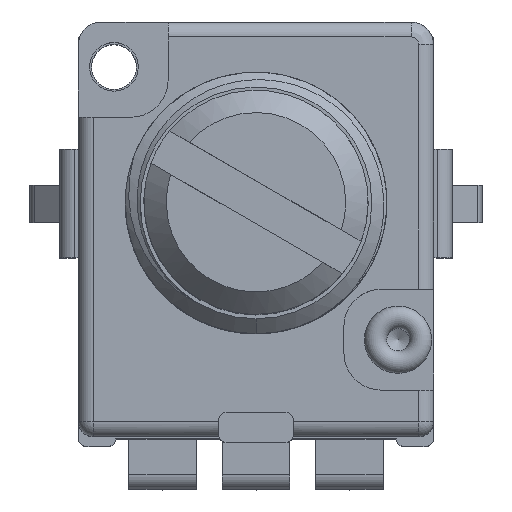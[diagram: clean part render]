
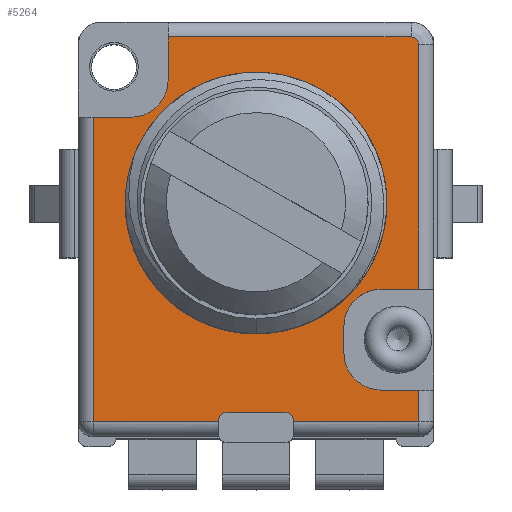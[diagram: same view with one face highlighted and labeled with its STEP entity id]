
A CAD part, top view. The second image highlights one B-rep face of the part: STEP entity #5264.
In plain terms, the highlighted planar face has unit normal (0, 0, 1).
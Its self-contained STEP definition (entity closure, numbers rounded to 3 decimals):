
#120=FACE_BOUND('',#758,.T.);
#242=PLANE('',#5665);
#470=FACE_OUTER_BOUND('',#757,.T.);
#757=EDGE_LOOP('',(#4271,#4272,#4273,#4274,#4275,#4276,#4277,#4278,#4279,
#4280,#4281,#4282,#4283,#4284,#4285,#4286,#4287,#4288,#4289,#4290));
#758=EDGE_LOOP('',(#4291,#4292,#4293));
#916=CIRCLE('',#5423,3.5);
#1016=CIRCLE('',#5666,1.);
#1017=CIRCLE('',#5667,1.);
#1018=CIRCLE('',#5668,0.2);
#1019=CIRCLE('',#5669,1.);
#1020=CIRCLE('',#5670,0.2);
#1021=CIRCLE('',#5671,0.2);
#1124=B_SPLINE_CURVE_WITH_KNOTS('',3,(#9270,#9271,#9272,#9273,#9274,#9275,
#9276,#9277,#9278,#9279,#9280,#9281,#9282,#9283),.UNSPECIFIED.,.F.,.F.,
(4,2,2,2,2,2,4),(-0.503,-0.437,-0.372,
-0.282,-0.174,-0.086,0.),
 .UNSPECIFIED.);
#1125=B_SPLINE_CURVE_WITH_KNOTS('',3,(#9284,#9285,#9286,#9287,#9288,#9289,
#9290,#9291,#9292,#9293,#9294,#9295,#9296,#9297),.UNSPECIFIED.,.F.,.F.,
(4,2,2,2,2,2,4),(-0.526,-0.488,-0.449,
-0.366,-0.252,-0.127,0.),
 .UNSPECIFIED.);
#1459=LINE('',#9231,#2008);
#1460=LINE('',#9233,#2009);
#1461=LINE('',#9237,#2010);
#1462=LINE('',#9241,#2011);
#1463=LINE('',#9243,#2012);
#1464=LINE('',#9247,#2013);
#1465=LINE('',#9249,#2014);
#1466=LINE('',#9253,#2015);
#1467=LINE('',#9255,#2016);
#1468=LINE('',#9257,#2017);
#1469=LINE('',#9259,#2018);
#1470=LINE('',#9263,#2019);
#1471=LINE('',#9267,#2020);
#1472=LINE('',#9268,#2021);
#2008=VECTOR('',#6701,0.85);
#2009=VECTOR('',#6702,1.);
#2010=VECTOR('',#6705,0.7);
#2011=VECTOR('',#6708,1.);
#2012=VECTOR('',#6709,6.55);
#2013=VECTOR('',#6712,6.5);
#2014=VECTOR('',#6713,1.15);
#2015=VECTOR('',#6716,1.);
#2016=VECTOR('',#6717,8.15);
#2017=VECTOR('',#6718,3.35);
#2018=VECTOR('',#6719,0.05);
#2019=VECTOR('',#6722,1.6);
#2020=VECTOR('',#6725,0.05);
#2021=VECTOR('',#6726,3.35);
#2235=VERTEX_POINT('',#7404);
#2236=VERTEX_POINT('',#7441);
#2551=VERTEX_POINT('',#9229);
#2552=VERTEX_POINT('',#9230);
#2553=VERTEX_POINT('',#9232);
#2554=VERTEX_POINT('',#9234);
#2555=VERTEX_POINT('',#9236);
#2556=VERTEX_POINT('',#9238);
#2557=VERTEX_POINT('',#9240);
#2558=VERTEX_POINT('',#9242);
#2559=VERTEX_POINT('',#9244);
#2560=VERTEX_POINT('',#9246);
#2561=VERTEX_POINT('',#9248);
#2562=VERTEX_POINT('',#9250);
#2563=VERTEX_POINT('',#9252);
#2564=VERTEX_POINT('',#9254);
#2565=VERTEX_POINT('',#9256);
#2566=VERTEX_POINT('',#9258);
#2567=VERTEX_POINT('',#9260);
#2568=VERTEX_POINT('',#9262);
#2569=VERTEX_POINT('',#9264);
#2570=VERTEX_POINT('',#9266);
#2571=VERTEX_POINT('',#9269);
#2738=EDGE_CURVE('',#2235,#2236,#916,.T.);
#3183=EDGE_CURVE('',#2551,#2552,#1459,.T.);
#3184=EDGE_CURVE('',#2552,#2553,#1460,.T.);
#3185=EDGE_CURVE('',#2553,#2554,#1016,.T.);
#3186=EDGE_CURVE('',#2555,#2554,#1461,.T.);
#3187=EDGE_CURVE('',#2555,#2556,#1017,.T.);
#3188=EDGE_CURVE('',#2557,#2556,#1462,.T.);
#3189=EDGE_CURVE('',#2557,#2558,#1463,.T.);
#3190=EDGE_CURVE('',#2558,#2559,#1018,.T.);
#3191=EDGE_CURVE('',#2559,#2560,#1464,.T.);
#3192=EDGE_CURVE('',#2560,#2561,#1465,.T.);
#3193=EDGE_CURVE('',#2561,#2562,#1019,.T.);
#3194=EDGE_CURVE('',#2563,#2562,#1466,.T.);
#3195=EDGE_CURVE('',#2563,#2564,#1467,.T.);
#3196=EDGE_CURVE('',#2564,#2565,#1468,.T.);
#3197=EDGE_CURVE('',#2565,#2566,#1469,.T.);
#3198=EDGE_CURVE('',#2566,#2567,#1020,.T.);
#3199=EDGE_CURVE('',#2568,#2567,#1470,.T.);
#3200=EDGE_CURVE('',#2568,#2569,#1021,.T.);
#3201=EDGE_CURVE('',#2570,#2569,#1471,.T.);
#3202=EDGE_CURVE('',#2570,#2551,#1472,.T.);
#3203=EDGE_CURVE('',#2235,#2571,#1124,.T.);
#3204=EDGE_CURVE('',#2571,#2236,#1125,.T.);
#4271=ORIENTED_EDGE('',*,*,#3183,.T.);
#4272=ORIENTED_EDGE('',*,*,#3184,.T.);
#4273=ORIENTED_EDGE('',*,*,#3185,.T.);
#4274=ORIENTED_EDGE('',*,*,#3186,.F.);
#4275=ORIENTED_EDGE('',*,*,#3187,.T.);
#4276=ORIENTED_EDGE('',*,*,#3188,.F.);
#4277=ORIENTED_EDGE('',*,*,#3189,.T.);
#4278=ORIENTED_EDGE('',*,*,#3190,.T.);
#4279=ORIENTED_EDGE('',*,*,#3191,.T.);
#4280=ORIENTED_EDGE('',*,*,#3192,.T.);
#4281=ORIENTED_EDGE('',*,*,#3193,.T.);
#4282=ORIENTED_EDGE('',*,*,#3194,.F.);
#4283=ORIENTED_EDGE('',*,*,#3195,.T.);
#4284=ORIENTED_EDGE('',*,*,#3196,.T.);
#4285=ORIENTED_EDGE('',*,*,#3197,.T.);
#4286=ORIENTED_EDGE('',*,*,#3198,.T.);
#4287=ORIENTED_EDGE('',*,*,#3199,.F.);
#4288=ORIENTED_EDGE('',*,*,#3200,.T.);
#4289=ORIENTED_EDGE('',*,*,#3201,.F.);
#4290=ORIENTED_EDGE('',*,*,#3202,.T.);
#4291=ORIENTED_EDGE('',*,*,#2738,.F.);
#4292=ORIENTED_EDGE('',*,*,#3203,.T.);
#4293=ORIENTED_EDGE('',*,*,#3204,.T.);
#5264=ADVANCED_FACE('',(#470,#120),#242,.T.);
#5423=AXIS2_PLACEMENT_3D('',#7442,#5891,#5892);
#5665=AXIS2_PLACEMENT_3D('',#9228,#6699,#6700);
#5666=AXIS2_PLACEMENT_3D('',#9235,#6703,#6704);
#5667=AXIS2_PLACEMENT_3D('',#9239,#6706,#6707);
#5668=AXIS2_PLACEMENT_3D('',#9245,#6710,#6711);
#5669=AXIS2_PLACEMENT_3D('',#9251,#6714,#6715);
#5670=AXIS2_PLACEMENT_3D('',#9261,#6720,#6721);
#5671=AXIS2_PLACEMENT_3D('',#9265,#6723,#6724);
#5891=DIRECTION('center_axis',(0.,0.,1.));
#5892=DIRECTION('ref_axis',(-0.999,-0.05,0.));
#6699=DIRECTION('center_axis',(0.,0.,1.));
#6700=DIRECTION('ref_axis',(1.,0.,0.));
#6701=DIRECTION('',(0.,1.,0.));
#6702=DIRECTION('',(-1.,0.,0.));
#6703=DIRECTION('center_axis',(0.,0.,-1.));
#6704=DIRECTION('ref_axis',(0.,-1.,0.));
#6705=DIRECTION('',(0.,-1.,0.));
#6706=DIRECTION('center_axis',(0.,0.,-1.));
#6707=DIRECTION('ref_axis',(-1.,0.,0.));
#6708=DIRECTION('',(-1.,0.,0.));
#6709=DIRECTION('',(0.,1.,0.));
#6710=DIRECTION('center_axis',(0.,0.,1.));
#6711=DIRECTION('ref_axis',(1.,0.,0.));
#6712=DIRECTION('',(-1.,0.,0.));
#6713=DIRECTION('',(0.,-1.,0.));
#6714=DIRECTION('center_axis',(0.,0.,-1.));
#6715=DIRECTION('ref_axis',(1.,0.,0.));
#6716=DIRECTION('',(1.,0.,0.));
#6717=DIRECTION('',(0.,-1.,0.));
#6718=DIRECTION('',(1.,0.,0.));
#6719=DIRECTION('',(0.,1.,0.));
#6720=DIRECTION('center_axis',(0.,0.,-1.));
#6721=DIRECTION('ref_axis',(-1.,0.,0.));
#6722=DIRECTION('',(-1.,0.,0.));
#6723=DIRECTION('center_axis',(0.,0.,-1.));
#6724=DIRECTION('ref_axis',(0.,1.,0.));
#6725=DIRECTION('',(0.,1.,0.));
#6726=DIRECTION('',(1.,0.,0.));
#7404=CARTESIAN_POINT('',(-3.496,-0.174,10.));
#7441=CARTESIAN_POINT('',(2.726,-2.196,10.));
#7442=CARTESIAN_POINT('Origin',(0.,0.,10.));
#9228=CARTESIAN_POINT('Origin',(0.,0.,10.));
#9229=CARTESIAN_POINT('',(4.35,-5.85,10.));
#9230=CARTESIAN_POINT('',(4.35,-5.,10.));
#9231=CARTESIAN_POINT('',(4.35,-5.85,10.));
#9232=CARTESIAN_POINT('',(3.35,-5.,10.));
#9233=CARTESIAN_POINT('',(4.35,-5.,10.));
#9234=CARTESIAN_POINT('',(2.35,-4.,10.));
#9235=CARTESIAN_POINT('Origin',(3.35,-4.,10.));
#9236=CARTESIAN_POINT('',(2.35,-3.3,10.));
#9237=CARTESIAN_POINT('',(2.35,-3.3,10.));
#9238=CARTESIAN_POINT('',(3.35,-2.3,10.));
#9239=CARTESIAN_POINT('Origin',(3.35,-3.3,10.));
#9240=CARTESIAN_POINT('',(4.35,-2.3,10.));
#9241=CARTESIAN_POINT('',(4.35,-2.3,10.));
#9242=CARTESIAN_POINT('',(4.35,4.25,10.));
#9243=CARTESIAN_POINT('',(4.35,-2.3,10.));
#9244=CARTESIAN_POINT('',(4.15,4.45,10.));
#9245=CARTESIAN_POINT('Origin',(4.15,4.25,10.));
#9246=CARTESIAN_POINT('',(-2.35,4.45,10.));
#9247=CARTESIAN_POINT('',(4.15,4.45,10.));
#9248=CARTESIAN_POINT('',(-2.35,3.3,10.));
#9249=CARTESIAN_POINT('',(-2.35,4.45,10.));
#9250=CARTESIAN_POINT('',(-3.35,2.3,10.));
#9251=CARTESIAN_POINT('Origin',(-3.35,3.3,10.));
#9252=CARTESIAN_POINT('',(-4.35,2.3,10.));
#9253=CARTESIAN_POINT('',(-4.35,2.3,10.));
#9254=CARTESIAN_POINT('',(-4.35,-5.85,10.));
#9255=CARTESIAN_POINT('',(-4.35,2.3,10.));
#9256=CARTESIAN_POINT('',(-1.,-5.85,10.));
#9257=CARTESIAN_POINT('',(-4.35,-5.85,10.));
#9258=CARTESIAN_POINT('',(-1.,-5.8,10.));
#9259=CARTESIAN_POINT('',(-1.,-5.85,10.));
#9260=CARTESIAN_POINT('',(-0.8,-5.6,10.));
#9261=CARTESIAN_POINT('Origin',(-0.8,-5.8,10.));
#9262=CARTESIAN_POINT('',(0.8,-5.6,10.));
#9263=CARTESIAN_POINT('',(0.8,-5.6,10.));
#9264=CARTESIAN_POINT('',(1.,-5.8,10.));
#9265=CARTESIAN_POINT('Origin',(0.8,-5.8,10.));
#9266=CARTESIAN_POINT('',(1.,-5.85,10.));
#9267=CARTESIAN_POINT('',(1.,-5.85,10.));
#9268=CARTESIAN_POINT('',(1.,-5.85,10.));
#9269=CARTESIAN_POINT('',(0.958,2.948,10.));
#9270=CARTESIAN_POINT('Ctrl Pts',(-3.496,-0.174,
10.));
#9271=CARTESIAN_POINT('Ctrl Pts',(-3.492,0.181,10.));
#9272=CARTESIAN_POINT('Ctrl Pts',(-3.435,0.531,10.));
#9273=CARTESIAN_POINT('Ctrl Pts',(-3.218,1.198,10.));
#9274=CARTESIAN_POINT('Ctrl Pts',(-3.061,1.508,10.));
#9275=CARTESIAN_POINT('Ctrl Pts',(-2.585,2.175,10.));
#9276=CARTESIAN_POINT('Ctrl Pts',(-2.256,2.465,10.));
#9277=CARTESIAN_POINT('Ctrl Pts',(-1.514,2.931,10.));
#9278=CARTESIAN_POINT('Ctrl Pts',(-1.104,3.064,10.));
#9279=CARTESIAN_POINT('Ctrl Pts',(-0.455,3.175,10.));
#9280=CARTESIAN_POINT('Ctrl Pts',(-0.163,3.185,10.));
#9281=CARTESIAN_POINT('Ctrl Pts',(0.412,3.124,10.));
#9282=CARTESIAN_POINT('Ctrl Pts',(0.691,3.055,10.));
#9283=CARTESIAN_POINT('Ctrl Pts',(0.958,2.948,10.));
#9284=CARTESIAN_POINT('Ctrl Pts',(0.958,2.948,10.));
#9285=CARTESIAN_POINT('Ctrl Pts',(1.174,2.894,10.));
#9286=CARTESIAN_POINT('Ctrl Pts',(1.382,2.817,10.));
#9287=CARTESIAN_POINT('Ctrl Pts',(1.783,2.617,10.));
#9288=CARTESIAN_POINT('Ctrl Pts',(1.974,2.495,10.));
#9289=CARTESIAN_POINT('Ctrl Pts',(2.531,2.049,10.));
#9290=CARTESIAN_POINT('Ctrl Pts',(2.786,1.702,10.));
#9291=CARTESIAN_POINT('Ctrl Pts',(3.189,0.973,10.));
#9292=CARTESIAN_POINT('Ctrl Pts',(3.302,0.549,10.));
#9293=CARTESIAN_POINT('Ctrl Pts',(3.391,-0.241,10.));
#9294=CARTESIAN_POINT('Ctrl Pts',(3.361,-0.656,10.));
#9295=CARTESIAN_POINT('Ctrl Pts',(3.152,-1.465,10.));
#9296=CARTESIAN_POINT('Ctrl Pts',(2.972,-1.85,10.));
#9297=CARTESIAN_POINT('Ctrl Pts',(2.725,-2.195,10.));
